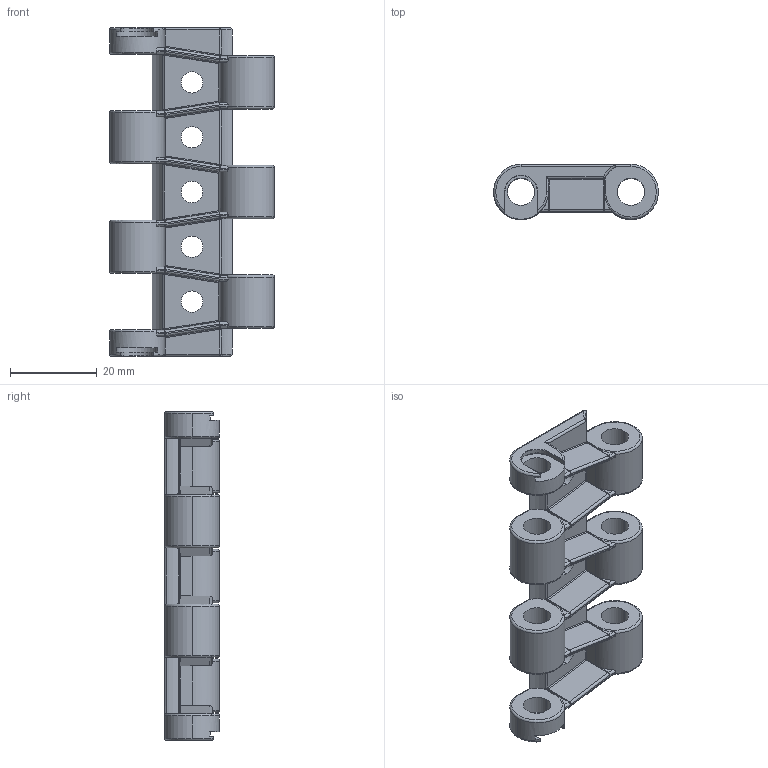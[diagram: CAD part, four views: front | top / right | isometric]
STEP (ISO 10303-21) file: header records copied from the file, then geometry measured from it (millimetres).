
FILE_DESCRIPTION (( 'STEP AP214' ), '1' );
FILE_NAME ('LF9100P03.2.STEP', '2021-03-12T07:04:42', ( '' ), ( '' ), 'SwSTEP 2.0', 'SolidWorks 2019', '' );
FILE_SCHEMA (( 'AUTOMOTIVE_DESIGN' ));
Length unit declared in the file: millimetre
Products named in the file (1): LF9100P03.2
Bounding box: 38.09 x 12.7 x 76 mm (x, y, z)
Volume: 11632.9 mm3; surface area: 9431.1 mm2
Topology: 1 solids, 1 shells, 369 faces, 951 edges, 578 vertices
Faces by surface type: cylinder 149, plane 83, torus 72, cone 34, bspline 29, sphere 2
Entity records: 12103 total; most frequent: CARTESIAN_POINT 3526, ORIENTED_EDGE 1890, DIRECTION 1736, EDGE_CURVE 945, AXIS2_PLACEMENT_3D 698, VERTEX_POINT 578, EDGE_LOOP 393, FACE_OUTER_BOUND 369
